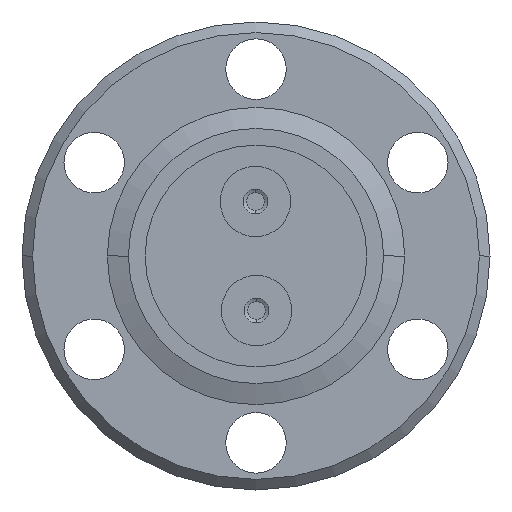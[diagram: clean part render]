
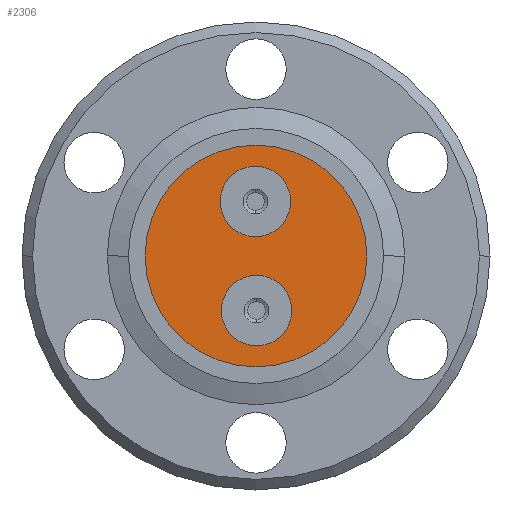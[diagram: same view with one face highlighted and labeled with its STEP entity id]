
A CAD part, front view. The second image highlights one B-rep face of the part: STEP entity #2306.
In plain terms, the highlighted planar face has unit normal (0, -1, 0).
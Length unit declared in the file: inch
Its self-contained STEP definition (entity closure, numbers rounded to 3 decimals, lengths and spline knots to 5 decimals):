
#63 = DIRECTION ( 'NONE',  ( 0., -1., 0. ) ) ;
#106 = DIRECTION ( 'NONE',  ( 0., 0., 1. ) ) ;
#108 = DIRECTION ( 'NONE',  ( 0., -1., 0. ) ) ;
#110 = CARTESIAN_POINT ( 'NONE',  ( 0., 0.86, 0. ) ) ;
#121 = DIRECTION ( 'NONE',  ( 0., 0., -1. ) ) ;
#138 = CARTESIAN_POINT ( 'NONE',  ( -0.0016, 0.86, 0.15499 ) ) ;
#150 = CARTESIAN_POINT ( 'NONE',  ( -0.0016, 0.86, 0.15499 ) ) ;
#162 = DIRECTION ( 'NONE',  ( 0., 0., -1. ) ) ;
#163 = DIRECTION ( 'NONE',  ( 0., -1., 0. ) ) ;
#219 = EDGE_CURVE ( 'NONE', #2680, #2675, #2579, .T. ) ;
#274 = CIRCLE ( 'NONE', #1178, 0.1 ) ;
#276 = CIRCLE ( 'NONE', #1074, 0.3435 ) ;
#331 = FACE_BOUND ( 'NONE', #547, .T. ) ;
#335 = FACE_BOUND ( 'NONE', #588, .T. ) ;
#342 = FACE_OUTER_BOUND ( 'NONE', #476, .T. ) ;
#476 = EDGE_LOOP ( 'NONE', ( #788, #2670 ) ) ;
#547 = EDGE_LOOP ( 'NONE', ( #2682, #2686 ) ) ;
#588 = EDGE_LOOP ( 'NONE', ( #786, #787 ) ) ;
#786 = ORIENTED_EDGE ( 'NONE', *, *, #964, .F. ) ;
#787 = ORIENTED_EDGE ( 'NONE', *, *, #219, .F. ) ;
#788 = ORIENTED_EDGE ( 'NONE', *, *, #2338, .T. ) ;
#942 = EDGE_CURVE ( 'NONE', #2438, #2660, #2582, .T. ) ;
#964 = EDGE_CURVE ( 'NONE', #2675, #2680, #2403, .T. ) ;
#1055 = AXIS2_PLACEMENT_3D ( 'NONE', #1750, #1757, #1747 ) ;
#1074 = AXIS2_PLACEMENT_3D ( 'NONE', #2179, #2178, #2173 ) ;
#1167 = AXIS2_PLACEMENT_3D ( 'NONE', #138, #63, #121 ) ;
#1169 = AXIS2_PLACEMENT_3D ( 'NONE', #150, #163, #162 ) ;
#1178 = AXIS2_PLACEMENT_3D ( 'NONE', #2198, #2197, #2196 ) ;
#1182 = AXIS2_PLACEMENT_3D ( 'NONE', #110, #108, #106 ) ;
#1247 = EDGE_CURVE ( 'NONE', #2674, #2689, #2373, .T. ) ;
#1249 = AXIS2_PLACEMENT_3D ( 'NONE', #1436, #1435, #1430 ) ;
#1430 = DIRECTION ( 'NONE',  ( 0., 0., -1. ) ) ;
#1435 = DIRECTION ( 'NONE',  ( 0., -1., 0. ) ) ;
#1436 = CARTESIAN_POINT ( 'NONE',  ( 0.0016, 0.86, -0.15499 ) ) ;
#1747 = DIRECTION ( 'NONE',  ( 0., 0., 1. ) ) ;
#1750 = CARTESIAN_POINT ( 'NONE',  ( 0., 0.86, 0. ) ) ;
#1757 = DIRECTION ( 'NONE',  ( 0., 1., 0. ) ) ;
#1765 = PLANE ( 'NONE',  #1055 ) ;
#1946 = CARTESIAN_POINT ( 'NONE',  ( 0.0016, 0.86, -0.25499 ) ) ;
#1952 = CARTESIAN_POINT ( 'NONE',  ( -0.0016, 0.86, 0.25499 ) ) ;
#1958 = CARTESIAN_POINT ( 'NONE',  ( -0.0016, 0.86, 0.05499 ) ) ;
#1959 = CARTESIAN_POINT ( 'NONE',  ( 0.0016, 0.86, -0.05499 ) ) ;
#1970 = CARTESIAN_POINT ( 'NONE',  ( 0., 0.86, 0.3435 ) ) ;
#2046 = CARTESIAN_POINT ( 'NONE',  ( 0., 0.86, -0.3435 ) ) ;
#2173 = DIRECTION ( 'NONE',  ( 0., 0., 1. ) ) ;
#2178 = DIRECTION ( 'NONE',  ( 0., -1., 0. ) ) ;
#2179 = CARTESIAN_POINT ( 'NONE',  ( 0., 0.86, 0. ) ) ;
#2196 = DIRECTION ( 'NONE',  ( 0., 0., -1. ) ) ;
#2197 = DIRECTION ( 'NONE',  ( 0., -1., 0. ) ) ;
#2198 = CARTESIAN_POINT ( 'NONE',  ( 0.0016, 0.86, -0.15499 ) ) ;
#2306 = ADVANCED_FACE ( 'NONE', ( #335, #342, #331 ), #1765, .F. ) ;
#2334 = EDGE_CURVE ( 'NONE', #2689, #2674, #274, .T. ) ;
#2338 = EDGE_CURVE ( 'NONE', #2660, #2438, #276, .T. ) ;
#2373 = CIRCLE ( 'NONE', #1249, 0.1 ) ;
#2403 = CIRCLE ( 'NONE', #1167, 0.1 ) ;
#2438 = VERTEX_POINT ( 'NONE', #2046 ) ;
#2579 = CIRCLE ( 'NONE', #1169, 0.1 ) ;
#2582 = CIRCLE ( 'NONE', #1182, 0.3435 ) ;
#2660 = VERTEX_POINT ( 'NONE', #1970 ) ;
#2670 = ORIENTED_EDGE ( 'NONE', *, *, #942, .T. ) ;
#2674 = VERTEX_POINT ( 'NONE', #1959 ) ;
#2675 = VERTEX_POINT ( 'NONE', #1958 ) ;
#2680 = VERTEX_POINT ( 'NONE', #1952 ) ;
#2682 = ORIENTED_EDGE ( 'NONE', *, *, #2334, .F. ) ;
#2686 = ORIENTED_EDGE ( 'NONE', *, *, #1247, .F. ) ;
#2689 = VERTEX_POINT ( 'NONE', #1946 ) ;
